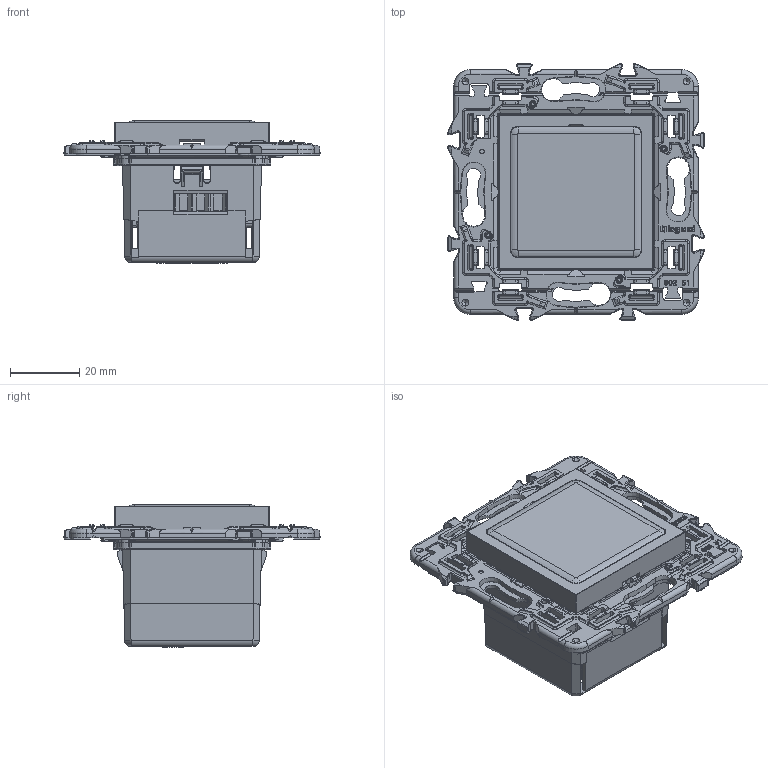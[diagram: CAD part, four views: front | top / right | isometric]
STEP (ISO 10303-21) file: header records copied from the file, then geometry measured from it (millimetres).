
FILE_DESCRIPTION(('CATIA V5 STEP Exchange','CAx-IF Rec.Pracs.--- Model Styling and Organization---1.4--- 2014-01-23'),'2;1');
FILE_NAME('741283.stp','2021-05-17T11:34:08+00:00',('none'),('none'),'CATIA Version 5-6 Release 2017 SP3','CATIA V5 STEP AP214','none');
FILE_SCHEMA(('AUTOMOTIVE_DESIGN { 1 0 10303 214 1 1 1 1 }'));
Products named in the file (12): T002203_A ; 0291G29 ; 0091K34; 0091K31.1; 0091K31; 078520-ASS-1; 0090R11; 0030F15.1; 0099640.1; 0043D97.1; 078520-EX1-1; 078520-MOD-1
Assembly tree (13 placements, depth 3):
  T002203_A 
    0291G29 
      0091K34
      0091K31.1
      0091K31
    078520-ASS-1
      0090R11
      0030F15.1
      0099640.1
      0043D97.1
      078520-EX1-1
      078520-MOD-1  x3
Bounding box: 74.15 x 74.15 x 41.2 mm (x, y, z)
Volume: 45176.7 mm3; surface area: 62491.5 mm2
Topology: 187 solids, 192 shells, 7853 faces, 21523 edges, 13946 vertices
Faces by surface type: plane 4690, cylinder 1592, cone 626, bspline 434, torus 400, sphere 82, extrusion 29
Entity records: 279179 total; most frequent: CARTESIAN_POINT 95090, ORIENTED_EDGE 42734, DIRECTION 29109, EDGE_CURVE 21379, VERTEX_POINT 13946, VECTOR 12944, LINE 12915, AXIS2_PLACEMENT_3D 9826
